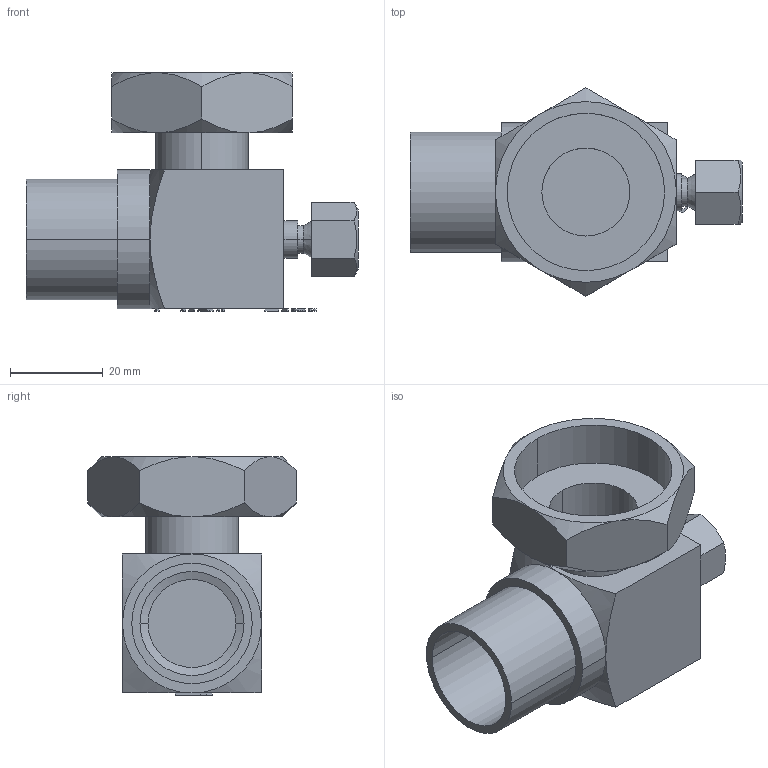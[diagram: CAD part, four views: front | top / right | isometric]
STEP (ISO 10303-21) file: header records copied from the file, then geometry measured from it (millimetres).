
FILE_DESCRIPTION((''),'2;1');
FILE_NAME('6804504A05','2023-04-04T10:44:53',('U375483'),('DANFOSS COMMERCIAL COMPRESSOR'),'CREO PARAMETRIC BY PTC INC, 2022124','CREO PARAMETRIC BY PTC INC, 2022124','');
FILE_SCHEMA(('CONFIG_CONTROL_DESIGN'));
Length unit declared in the file: millimetre
Products named in the file (1): 6804504A05
Bounding box: 71.65 x 45 x 51.5 mm (x, y, z)
Volume: 41982.5 mm3; surface area: 15683.7 mm2
Topology: 4 solids, 4 shells, 208 faces, 535 edges, 352 vertices
Faces by surface type: plane 168, cone 22, cylinder 18
Entity records: 6451 total; most frequent: CARTESIAN_POINT 1365, ORIENTED_EDGE 1070, DIRECTION 965, EDGE_CURVE 535, VECTOR 441, LINE 441, VERTEX_POINT 352, AXIS2_PLACEMENT_3D 262
